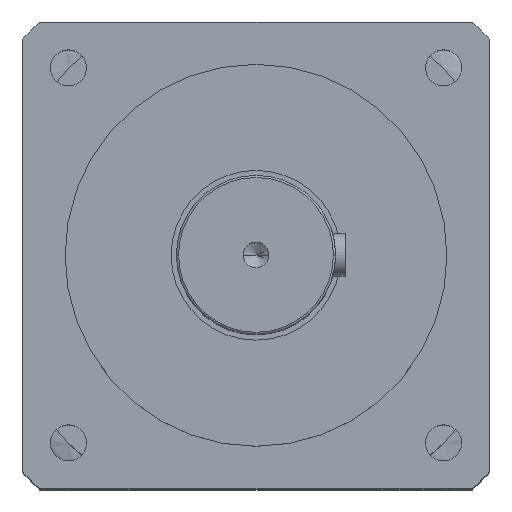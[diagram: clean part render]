
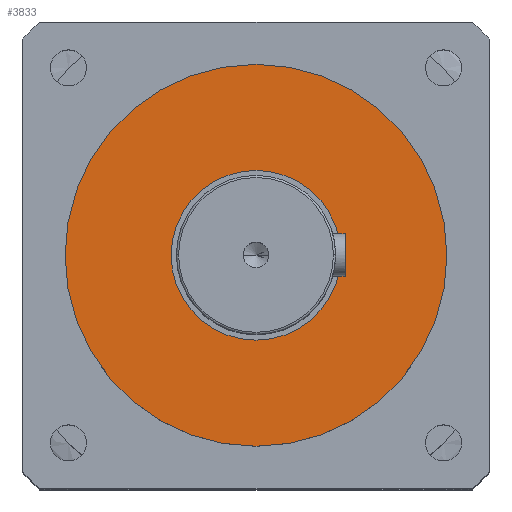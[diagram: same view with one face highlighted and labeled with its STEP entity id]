
A CAD part, top view. The second image highlights one B-rep face of the part: STEP entity #3833.
In plain terms, the highlighted planar face has unit normal (0, 0, 1).
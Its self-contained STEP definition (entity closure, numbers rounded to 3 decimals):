
#79 = FACE_OUTER_BOUND ( 'NONE', #9119, .T. ) ;
#146 = CIRCLE ( 'NONE', #2267, 40. ) ;
#196 = DIRECTION ( 'NONE',  ( 1., 0., 0. ) ) ;
#376 = DIRECTION ( 'NONE',  ( 0., 0., 1. ) ) ;
#408 = CARTESIAN_POINT ( 'NONE',  ( 0., 0., -109. ) ) ;
#698 = EDGE_CURVE ( 'NONE', #1905, #8932, #146, .T. ) ;
#834 = CARTESIAN_POINT ( 'NONE',  ( -40., 0., -109. ) ) ;
#1035 = ORIENTED_EDGE ( 'NONE', *, *, #6090, .T. ) ;
#1600 = ORIENTED_EDGE ( 'NONE', *, *, #698, .F. ) ;
#1681 = DIRECTION ( 'NONE',  ( -1., 0., 0. ) ) ;
#1766 = EDGE_LOOP ( 'NONE', ( #6888, #1600 ) ) ;
#1852 = FACE_BOUND ( 'NONE', #1766, .T. ) ;
#1905 = VERTEX_POINT ( 'NONE', #834 ) ;
#2258 = AXIS2_PLACEMENT_3D ( 'NONE', #3089, #3056, #3031 ) ;
#2267 = AXIS2_PLACEMENT_3D ( 'NONE', #2558, #2526, #2466 ) ;
#2317 = ORIENTED_EDGE ( 'NONE', *, *, #4153, .T. ) ;
#2466 = DIRECTION ( 'NONE',  ( 1., 0., 0. ) ) ;
#2526 = DIRECTION ( 'NONE',  ( 0., 0., 1. ) ) ;
#2558 = CARTESIAN_POINT ( 'NONE',  ( 0., 0., -109. ) ) ;
#2682 = CARTESIAN_POINT ( 'NONE',  ( 0., 0., -109. ) ) ;
#3031 = DIRECTION ( 'NONE',  ( 1., 0., 0. ) ) ;
#3056 = DIRECTION ( 'NONE',  ( 0., 0., 1. ) ) ;
#3089 = CARTESIAN_POINT ( 'NONE',  ( 0., 0., -109. ) ) ;
#3335 = CIRCLE ( 'NONE', #2258, 90. ) ;
#3595 = AXIS2_PLACEMENT_3D ( 'NONE', #2682, #9435, #1681 ) ;
#3833 = ADVANCED_FACE ( 'NONE', ( #1852, #79 ), #7963, .F. ) ;
#4153 = EDGE_CURVE ( 'NONE', #6274, #7880, #3335, .T. ) ;
#4173 = AXIS2_PLACEMENT_3D ( 'NONE', #4955, #4914, #4881 ) ;
#4881 = DIRECTION ( 'NONE',  ( 1., 0., 0. ) ) ;
#4914 = DIRECTION ( 'NONE',  ( 0., 0., 1. ) ) ;
#4955 = CARTESIAN_POINT ( 'NONE',  ( 0., 0., -109. ) ) ;
#4987 = CARTESIAN_POINT ( 'NONE',  ( -90., 0., -109. ) ) ;
#5379 = CARTESIAN_POINT ( 'NONE',  ( 90., 0., -109. ) ) ;
#6090 = EDGE_CURVE ( 'NONE', #7880, #6274, #8288, .T. ) ;
#6274 = VERTEX_POINT ( 'NONE', #4987 ) ;
#6849 = EDGE_CURVE ( 'NONE', #8932, #1905, #8147, .T. ) ;
#6888 = ORIENTED_EDGE ( 'NONE', *, *, #6849, .F. ) ;
#7880 = VERTEX_POINT ( 'NONE', #5379 ) ;
#7963 = PLANE ( 'NONE',  #3595 ) ;
#8147 = CIRCLE ( 'NONE', #9546, 40. ) ;
#8288 = CIRCLE ( 'NONE', #4173, 90. ) ;
#8932 = VERTEX_POINT ( 'NONE', #8949 ) ;
#8949 = CARTESIAN_POINT ( 'NONE',  ( 40., 0., -109. ) ) ;
#9119 = EDGE_LOOP ( 'NONE', ( #1035, #2317 ) ) ;
#9435 = DIRECTION ( 'NONE',  ( 0., 0., -1. ) ) ;
#9546 = AXIS2_PLACEMENT_3D ( 'NONE', #408, #376, #196 ) ;
